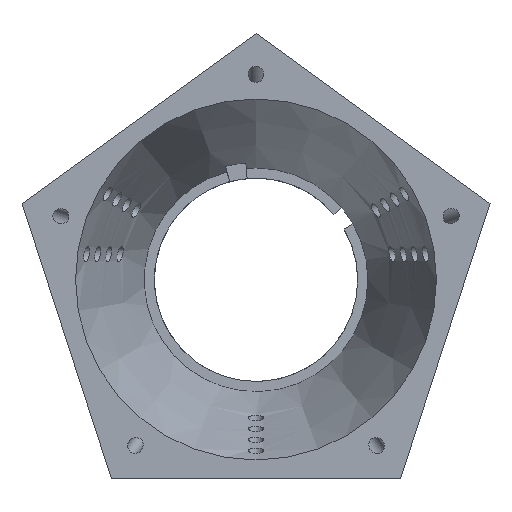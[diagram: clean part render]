
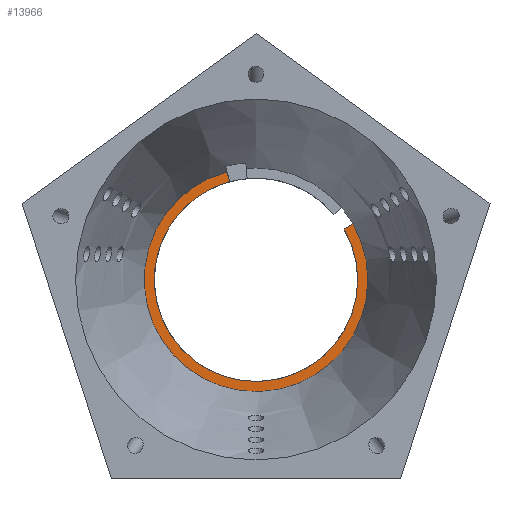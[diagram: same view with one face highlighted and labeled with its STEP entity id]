
A CAD part, top view. The second image highlights one B-rep face of the part: STEP entity #13966.
In plain terms, the highlighted planar face has unit normal (0, 0, 1).
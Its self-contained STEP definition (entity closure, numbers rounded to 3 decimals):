
#3183 = PLANE('',#3184);
#3184 = AXIS2_PLACEMENT_3D('',#3185,#3186,#3187);
#3185 = CARTESIAN_POINT('',(10.,-17.321,0.));
#3186 = DIRECTION('',(0.866,0.5,0.));
#3187 = DIRECTION('',(0.5,-0.866,0.));
#3216 = CYLINDRICAL_SURFACE('',#3217,20.);
#3217 = AXIS2_PLACEMENT_3D('',#3218,#3219,#3220);
#3218 = CARTESIAN_POINT('',(0.,0.,0.));
#3219 = DIRECTION('',(0.,0.,-1.));
#3220 = DIRECTION('',(1.,0.,0.));
#4678 = CONICAL_SURFACE('',#4679,22.,0.346);
#4679 = AXIS2_PLACEMENT_3D('',#4680,#4681,#4682);
#4680 = CARTESIAN_POINT('',(0.,0.,2.5));
#4681 = DIRECTION('',(0.,0.,1.));
#4682 = DIRECTION('',(1.,0.,0.));
#10060 = VERTEX_POINT('',#10061);
#10061 = CARTESIAN_POINT('',(10.,-17.321,2.5));
#10082 = EDGE_CURVE('',#10083,#10060,#10085,.T.);
#10083 = VERTEX_POINT('',#10084);
#10084 = CARTESIAN_POINT('',(11.,-19.053,2.5));
#10085 = SURFACE_CURVE('',#10086,(#10090,#10096),.PCURVE_S1.);
#10086 = LINE('',#10087,#10088);
#10087 = CARTESIAN_POINT('',(5.,-8.66,2.5));
#10088 = VECTOR('',#10089,1.);
#10089 = DIRECTION('',(-0.5,0.866,0.));
#10090 = PCURVE('',#3183,#10091);
#10091 = DEFINITIONAL_REPRESENTATION('',(#10092),#10095);
#10092 = B_SPLINE_CURVE_WITH_KNOTS('',1,(#10093,#10094),.UNSPECIFIED.,
  .F.,.F.,(2,2),(-12.2,-9.8),.PIECEWISE_BEZIER_KNOTS.);
#10093 = CARTESIAN_POINT('',(2.2,-2.5));
#10094 = CARTESIAN_POINT('',(-0.2,-2.5));
#10095 = ( GEOMETRIC_REPRESENTATION_CONTEXT(2) 
PARAMETRIC_REPRESENTATION_CONTEXT() REPRESENTATION_CONTEXT('2D SPACE',''
  ) );
#10096 = PCURVE('',#10097,#10102);
#10097 = PLANE('',#10098);
#10098 = AXIS2_PLACEMENT_3D('',#10099,#10100,#10101);
#10099 = CARTESIAN_POINT('',(0.,0.,2.5));
#10100 = DIRECTION('',(0.,0.,1.));
#10101 = DIRECTION('',(1.,0.,0.));
#10102 = DEFINITIONAL_REPRESENTATION('',(#10103),#10106);
#10103 = B_SPLINE_CURVE_WITH_KNOTS('',1,(#10104,#10105),.UNSPECIFIED.,
  .F.,.F.,(2,2),(-12.2,-9.8),.PIECEWISE_BEZIER_KNOTS.);
#10104 = CARTESIAN_POINT('',(11.1,-19.226));
#10105 = CARTESIAN_POINT('',(9.9,-17.147));
#10106 = ( GEOMETRIC_REPRESENTATION_CONTEXT(2) 
PARAMETRIC_REPRESENTATION_CONTEXT() REPRESENTATION_CONTEXT('2D SPACE',''
  ) );
#10134 = EDGE_CURVE('',#10060,#10135,#10137,.T.);
#10135 = VERTEX_POINT('',#10136);
#10136 = CARTESIAN_POINT('',(19.319,5.176,2.5));
#10137 = SURFACE_CURVE('',#10138,(#10143,#10150),.PCURVE_S1.);
#10138 = CIRCLE('',#10139,20.);
#10139 = AXIS2_PLACEMENT_3D('',#10140,#10141,#10142);
#10140 = CARTESIAN_POINT('',(0.,0.,2.5));
#10141 = DIRECTION('',(0.,0.,-1.));
#10142 = DIRECTION('',(1.,0.,0.));
#10143 = PCURVE('',#3216,#10144);
#10144 = DEFINITIONAL_REPRESENTATION('',(#10145),#10149);
#10145 = LINE('',#10146,#10147);
#10146 = CARTESIAN_POINT('',(0.,-2.5));
#10147 = VECTOR('',#10148,1.);
#10148 = DIRECTION('',(1.,0.));
#10149 = ( GEOMETRIC_REPRESENTATION_CONTEXT(2) 
PARAMETRIC_REPRESENTATION_CONTEXT() REPRESENTATION_CONTEXT('2D SPACE',''
  ) );
#10150 = PCURVE('',#10097,#10151);
#10151 = DEFINITIONAL_REPRESENTATION('',(#10152),#10160);
#10152 = ( BOUNDED_CURVE() B_SPLINE_CURVE(2,(#10153,#10154,#10155,#10156
    ,#10157,#10158,#10159),.UNSPECIFIED.,.T.,.F.) 
B_SPLINE_CURVE_WITH_KNOTS((1,2,2,2,2,1),(-2.094,0.,
    2.094,4.189,6.283,8.378),
.UNSPECIFIED.) CURVE() GEOMETRIC_REPRESENTATION_ITEM() 
RATIONAL_B_SPLINE_CURVE((1.,0.5,1.,0.5,1.,0.5,1.)) REPRESENTATION_ITEM(
  '') );
#10153 = CARTESIAN_POINT('',(20.,0.));
#10154 = CARTESIAN_POINT('',(20.,-34.641));
#10155 = CARTESIAN_POINT('',(-10.,-17.321));
#10156 = CARTESIAN_POINT('',(-40.,0.));
#10157 = CARTESIAN_POINT('',(-10.,17.321));
#10158 = CARTESIAN_POINT('',(20.,34.641));
#10159 = CARTESIAN_POINT('',(20.,0.));
#10160 = ( GEOMETRIC_REPRESENTATION_CONTEXT(2) 
PARAMETRIC_REPRESENTATION_CONTEXT() REPRESENTATION_CONTEXT('2D SPACE',''
  ) );
#10662 = EDGE_CURVE('',#10663,#10083,#10665,.T.);
#10663 = VERTEX_POINT('',#10664);
#10664 = CARTESIAN_POINT('',(21.25,5.694,2.5));
#10665 = SURFACE_CURVE('',#10666,(#10671,#10678),.PCURVE_S1.);
#10666 = CIRCLE('',#10667,22.);
#10667 = AXIS2_PLACEMENT_3D('',#10668,#10669,#10670);
#10668 = CARTESIAN_POINT('',(0.,0.,2.5));
#10669 = DIRECTION('',(0.,0.,1.));
#10670 = DIRECTION('',(1.,0.,0.));
#10671 = PCURVE('',#4678,#10672);
#10672 = DEFINITIONAL_REPRESENTATION('',(#10673),#10677);
#10673 = LINE('',#10674,#10675);
#10674 = CARTESIAN_POINT('',(0.,0.));
#10675 = VECTOR('',#10676,1.);
#10676 = DIRECTION('',(1.,0.));
#10677 = ( GEOMETRIC_REPRESENTATION_CONTEXT(2) 
PARAMETRIC_REPRESENTATION_CONTEXT() REPRESENTATION_CONTEXT('2D SPACE',''
  ) );
#10678 = PCURVE('',#10097,#10679);
#10679 = DEFINITIONAL_REPRESENTATION('',(#10680),#10684);
#10680 = CIRCLE('',#10681,22.);
#10681 = AXIS2_PLACEMENT_2D('',#10682,#10683);
#10682 = CARTESIAN_POINT('',(0.,0.));
#10683 = DIRECTION('',(1.,0.));
#10684 = ( GEOMETRIC_REPRESENTATION_CONTEXT(2) 
PARAMETRIC_REPRESENTATION_CONTEXT() REPRESENTATION_CONTEXT('2D SPACE',''
  ) );
#10830 = PLANE('',#10831);
#10831 = AXIS2_PLACEMENT_3D('',#10832,#10833,#10834);
#10832 = CARTESIAN_POINT('',(23.182,6.212,2.5));
#10833 = DIRECTION('',(0.259,-0.966,0.));
#10834 = DIRECTION('',(-0.966,-0.259,0.));
#13966 = ADVANCED_FACE('',(#13967),#10097,.T.);
#13967 = FACE_BOUND('',#13968,.T.);
#13968 = EDGE_LOOP('',(#13969,#13990,#13991,#13992));
#13969 = ORIENTED_EDGE('',*,*,#13970,.F.);
#13970 = EDGE_CURVE('',#10663,#10135,#13971,.T.);
#13971 = SURFACE_CURVE('',#13972,(#13976,#13983),.PCURVE_S1.);
#13972 = LINE('',#13973,#13974);
#13973 = CARTESIAN_POINT('',(23.182,6.212,2.5));
#13974 = VECTOR('',#13975,1.);
#13975 = DIRECTION('',(-0.966,-0.259,0.));
#13976 = PCURVE('',#10097,#13977);
#13977 = DEFINITIONAL_REPRESENTATION('',(#13978),#13982);
#13978 = LINE('',#13979,#13980);
#13979 = CARTESIAN_POINT('',(23.182,6.212));
#13980 = VECTOR('',#13981,1.);
#13981 = DIRECTION('',(-0.966,-0.259));
#13982 = ( GEOMETRIC_REPRESENTATION_CONTEXT(2) 
PARAMETRIC_REPRESENTATION_CONTEXT() REPRESENTATION_CONTEXT('2D SPACE',''
  ) );
#13983 = PCURVE('',#10830,#13984);
#13984 = DEFINITIONAL_REPRESENTATION('',(#13985),#13989);
#13985 = LINE('',#13986,#13987);
#13986 = CARTESIAN_POINT('',(0.,0.));
#13987 = VECTOR('',#13988,1.);
#13988 = DIRECTION('',(1.,0.));
#13989 = ( GEOMETRIC_REPRESENTATION_CONTEXT(2) 
PARAMETRIC_REPRESENTATION_CONTEXT() REPRESENTATION_CONTEXT('2D SPACE',''
  ) );
#13990 = ORIENTED_EDGE('',*,*,#10662,.T.);
#13991 = ORIENTED_EDGE('',*,*,#10082,.T.);
#13992 = ORIENTED_EDGE('',*,*,#10134,.T.);
